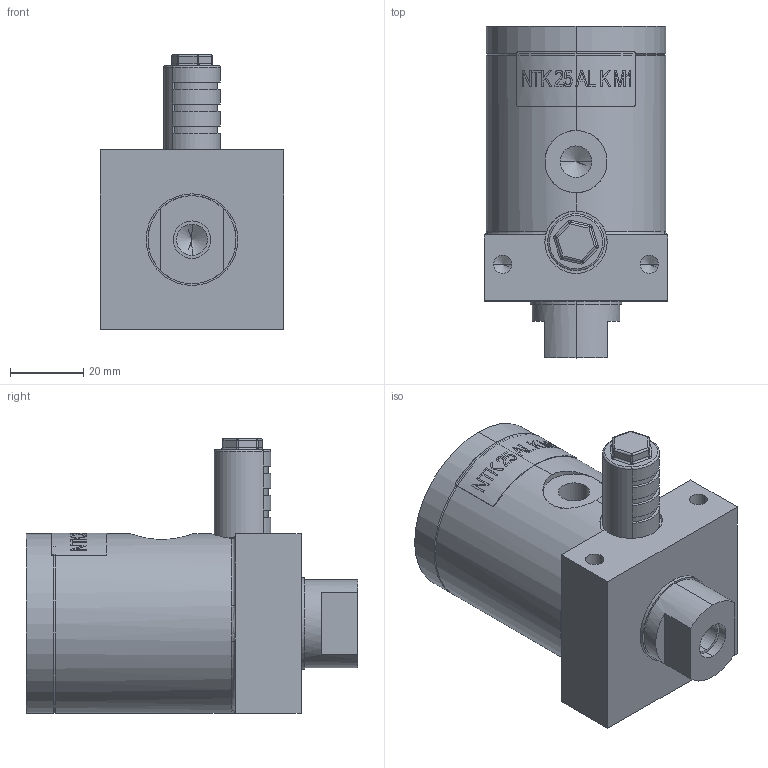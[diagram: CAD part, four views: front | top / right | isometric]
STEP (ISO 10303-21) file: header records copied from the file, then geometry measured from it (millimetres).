
FILE_DESCRIPTION (( 'STEP AP214' ), '1' );
FILE_NAME ('NTK 25 AL K M1 #03325515.STEP', '2022-01-31T15:16:21', ( '' ), ( '' ), 'SwSTEP 2.0', 'SolidWorks 2015', '' );
FILE_SCHEMA (( 'AUTOMOTIVE_DESIGN' ));
Length unit declared in the file: millimetre
Products named in the file (1): NTK 25 AL K M1 #03325515
Bounding box: 50 x 90.5 x 75 mm (x, y, z)
Volume: 135172.4 mm3; surface area: 36348.4 mm2
Topology: 9 solids, 9 shells, 313 faces, 795 edges, 502 vertices
Faces by surface type: cylinder 116, plane 112, cone 42, torus 31, sphere 8, bspline 4
Entity records: 10741 total; most frequent: CARTESIAN_POINT 2752, DIRECTION 1648, ORIENTED_EDGE 1518, EDGE_CURVE 759, AXIS2_PLACEMENT_3D 650, VERTEX_POINT 502, EDGE_LOOP 361, LINE 348
